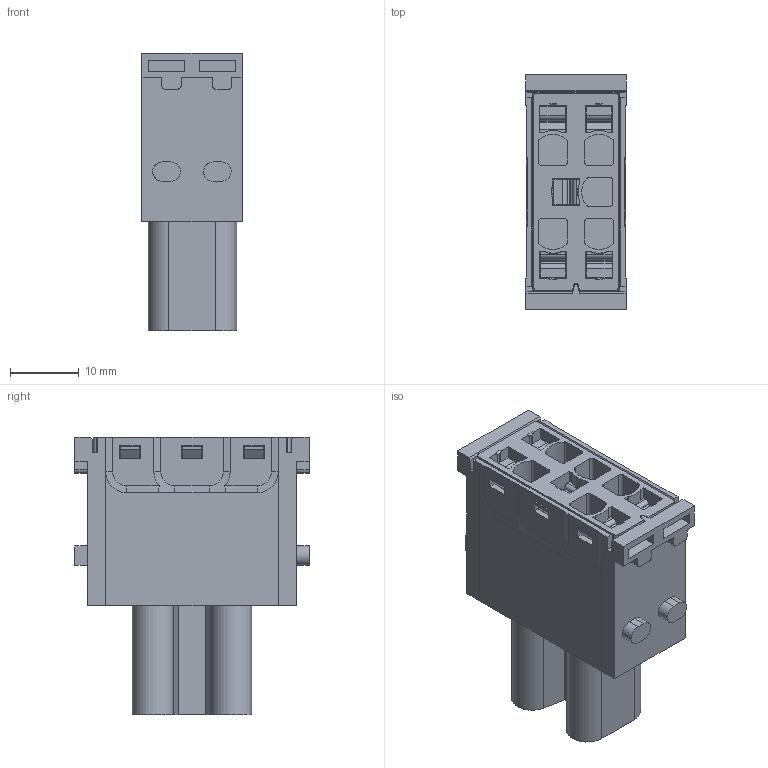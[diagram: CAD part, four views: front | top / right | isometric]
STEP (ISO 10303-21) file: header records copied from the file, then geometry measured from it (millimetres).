
FILE_DESCRIPTION(('CATIA V5 STEP Exchange','CAx-IF Rec.Pracs.--- Model Styling and Organization---1.4--- 2014-01-23'),'2;1');
FILE_NAME ('703144-4_1', '2019-09-03T05:10:19+00:00', ('none'), ('Weidmueller'), 'CATIA Version 5-6 Release 2016 SP3 HF44', 'CATIA V5 STEP AP214', 'none');
FILE_SCHEMA(('AUTOMOTIVE_DESIGN { 1 0 10303 214 1 1 1 1 }'));
Length unit declared in the file: millimetre
Products named in the file (1): 2636190000
Bounding box: 14.5 x 34 x 40.2 mm (x, y, z)
Volume: 10589.1 mm3; surface area: 10399.6 mm2
Topology: 11 solids, 11 shells, 691 faces, 1775 edges, 1134 vertices
Faces by surface type: plane 397, cylinder 166, cone 118, torus 10
Entity records: 19869 total; most frequent: CARTESIAN_POINT 4200, ORIENTED_EDGE 3530, DIRECTION 2550, EDGE_CURVE 1765, VECTOR 1195, LINE 1195, VERTEX_POINT 1134, AXIS2_PLACEMENT_3D 899
